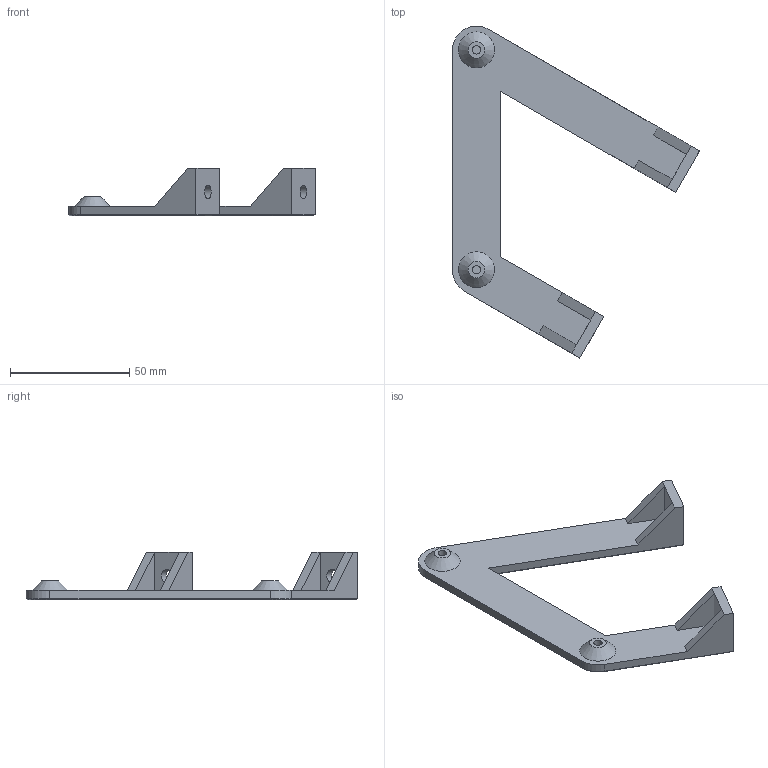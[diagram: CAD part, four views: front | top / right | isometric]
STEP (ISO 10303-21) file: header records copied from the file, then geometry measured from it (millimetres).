
FILE_DESCRIPTION(/* description */ ('Alibre Inc.'),/* implementation_level */ '2;1');
FILE_NAME(/* name */ 'export0',/* time_stamp */ '2017-07-21T18:10:25-04:00',/* author */ (''),/* organization */ (''),/* preprocessor_version */ 'ST-DEVELOPER v14',/* originating_system */ 'Alibre',/* authorisation */ '');
FILE_SCHEMA (('AUTOMOTIVE_DESIGN'));
Length unit declared in the file: centimetre
Bounding box: 103.3 x 138.92 x 20 mm (x, y, z)
Volume: 24593.1 mm3; surface area: 14582.9 mm2
Topology: 1 solids, 1 shells, 70 faces, 160 edges, 98 vertices
Faces by surface type: plane 60, cylinder 6, cone 4
Full cylindrical faces by diameter (mm): 3.5 x2, 5.5 x2
Entity records: 1831 total; most frequent: CARTESIAN_POINT 318, ORIENTED_EDGE 308, DIRECTION 248, EDGE_CURVE 154, VECTOR 132, LINE 132, VERTEX_POINT 98, AXIS2_PLACEMENT_3D 88
